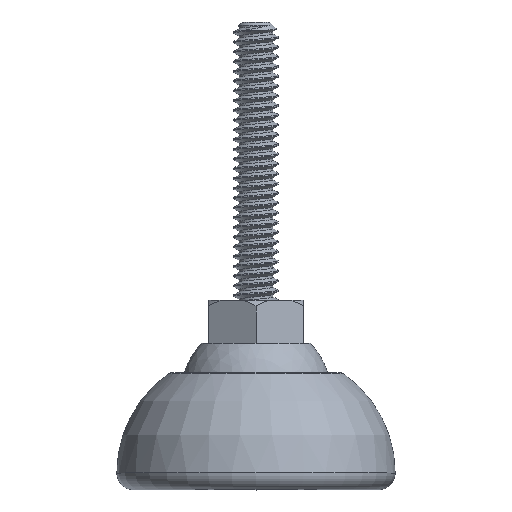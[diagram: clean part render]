
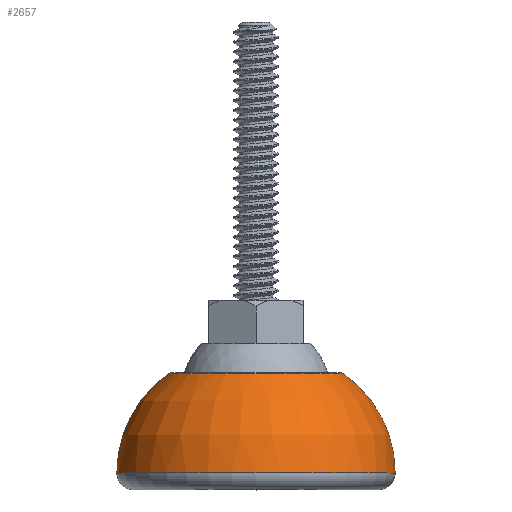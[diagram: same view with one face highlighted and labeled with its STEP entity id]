
A CAD part, top view. The second image highlights one B-rep face of the part: STEP entity #2657.
In plain terms, the highlighted toroidal (fillet/blend) face has major radius 3.197 mm and minor radius 21.803 mm.
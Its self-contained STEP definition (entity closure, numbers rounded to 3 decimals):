
#366 = ORIENTED_EDGE ( 'NONE', *, *, #6853, .F. ) ;
#413 = EDGE_CURVE ( 'NONE', #5630, #5608, #10067, .T. ) ;
#469 = CIRCLE ( 'NONE', #6595, 21.803 ) ;
#569 = DIRECTION ( 'NONE',  ( 0., 0., 1. ) ) ;
#1358 = CARTESIAN_POINT ( 'NONE',  ( 15.763, 20.817, 0. ) ) ;
#1396 = CARTESIAN_POINT ( 'NONE',  ( 3.197, 3., 0. ) ) ;
#2238 = ORIENTED_EDGE ( 'NONE', *, *, #8689, .T. ) ;
#2657 = ADVANCED_FACE ( 'NONE', ( #5664 ), #5025, .T. ) ;
#3089 = AXIS2_PLACEMENT_3D ( 'NONE', #3529, #5794, #9149 ) ;
#3138 = EDGE_CURVE ( 'NONE', #5608, #3887, #9584, .T. ) ;
#3529 = CARTESIAN_POINT ( 'NONE',  ( 0., 3., 0. ) ) ;
#3887 = VERTEX_POINT ( 'NONE', #9154 ) ;
#3907 = DIRECTION ( 'NONE',  ( 1., 0., 0. ) ) ;
#4042 = VERTEX_POINT ( 'NONE', #6884 ) ;
#4183 = DIRECTION ( 'NONE',  ( 0., 1., 0. ) ) ;
#4844 = AXIS2_PLACEMENT_3D ( 'NONE', #7295, #10661, #6473 ) ;
#4995 = CARTESIAN_POINT ( 'NONE',  ( -3.197, 3., 0. ) ) ;
#5025 = TOROIDAL_SURFACE ( 'NONE', #7835, 3.197, 21.803 ) ;
#5608 = VERTEX_POINT ( 'NONE', #1358 ) ;
#5630 = VERTEX_POINT ( 'NONE', #6389 ) ;
#5664 = FACE_OUTER_BOUND ( 'NONE', #10484, .T. ) ;
#5794 = DIRECTION ( 'NONE',  ( 0., 1., 0. ) ) ;
#5844 = AXIS2_PLACEMENT_3D ( 'NONE', #1396, #569, #3907 ) ;
#6389 = CARTESIAN_POINT ( 'NONE',  ( 25., 3., 0. ) ) ;
#6421 = CIRCLE ( 'NONE', #3089, 25. ) ;
#6473 = DIRECTION ( 'NONE',  ( 1., 0., 0. ) ) ;
#6519 = ORIENTED_EDGE ( 'NONE', *, *, #3138, .T. ) ;
#6595 = AXIS2_PLACEMENT_3D ( 'NONE', #4995, #8408, #10056 ) ;
#6598 = CARTESIAN_POINT ( 'NONE',  ( 0., 3., 0. ) ) ;
#6853 = EDGE_CURVE ( 'NONE', #4042, #3887, #469, .T. ) ;
#6884 = CARTESIAN_POINT ( 'NONE',  ( -25., 3., 0. ) ) ;
#7295 = CARTESIAN_POINT ( 'NONE',  ( 0., 20.817, 0. ) ) ;
#7321 = ORIENTED_EDGE ( 'NONE', *, *, #413, .T. ) ;
#7835 = AXIS2_PLACEMENT_3D ( 'NONE', #6598, #4183, #9081 ) ;
#8408 = DIRECTION ( 'NONE',  ( 0., 0., -1. ) ) ;
#8689 = EDGE_CURVE ( 'NONE', #4042, #5630, #6421, .T. ) ;
#9081 = DIRECTION ( 'NONE',  ( -1., 0., 0. ) ) ;
#9149 = DIRECTION ( 'NONE',  ( -1., 0., 0. ) ) ;
#9154 = CARTESIAN_POINT ( 'NONE',  ( -15.763, 20.817, 0. ) ) ;
#9584 = CIRCLE ( 'NONE', #4844, 15.763 ) ;
#10056 = DIRECTION ( 'NONE',  ( -1., 0., 0. ) ) ;
#10067 = CIRCLE ( 'NONE', #5844, 21.803 ) ;
#10484 = EDGE_LOOP ( 'NONE', ( #2238, #7321, #6519, #366 ) ) ;
#10661 = DIRECTION ( 'NONE',  ( 0., -1., 0. ) ) ;
